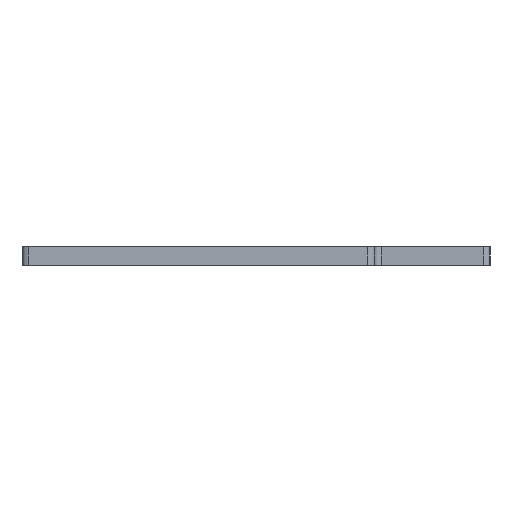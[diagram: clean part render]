
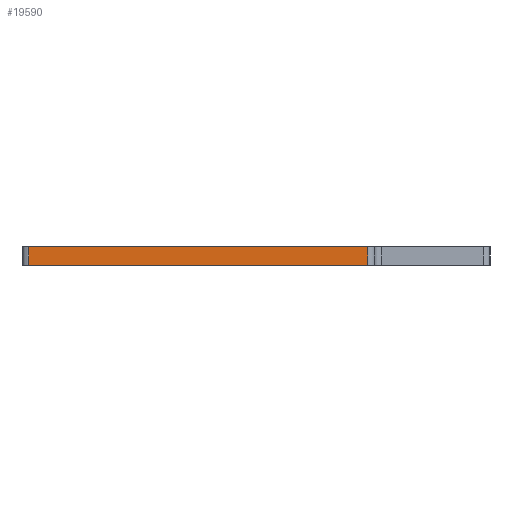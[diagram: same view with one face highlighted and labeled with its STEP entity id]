
A CAD part, left-side view. The second image highlights one B-rep face of the part: STEP entity #19590.
In plain terms, the highlighted planar face has unit normal (-1, 0, 0).
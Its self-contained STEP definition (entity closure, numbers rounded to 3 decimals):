
#1877=CARTESIAN_POINT('',(-114.3,-18.233,11.));
#1878=VERTEX_POINT('',#1877);
#1886=CARTESIAN_POINT('',(-114.3,36.975,11.));
#1887=VERTEX_POINT('',#1886);
#1888=CARTESIAN_POINT('',(-114.3,-18.233,11.));
#1889=DIRECTION('',(0.,1.,0.));
#1890=VECTOR('',#1889,55.208);
#1891=LINE('',#1888,#1890);
#1892=EDGE_CURVE('',#1878,#1887,#1891,.T.);
#5302=CARTESIAN_POINT('',(-114.3,36.975,14.));
#5303=VERTEX_POINT('',#5302);
#5311=CARTESIAN_POINT('',(-114.3,-18.233,14.));
#5312=VERTEX_POINT('',#5311);
#5313=CARTESIAN_POINT('',(-114.3,-18.233,14.));
#5314=DIRECTION('',(0.,1.,0.));
#5315=VECTOR('',#5314,55.208);
#5316=LINE('',#5313,#5315);
#5317=EDGE_CURVE('',#5312,#5303,#5316,.T.);
#19569=CARTESIAN_POINT('',(-114.3,9.371,14.));
#19570=DIRECTION('',(-1.,0.,0.));
#19571=DIRECTION('',(0.,0.,1.));
#19572=AXIS2_PLACEMENT_3D('',#19569,#19570,#19571);
#19573=PLANE('',#19572);
#19574=ORIENTED_EDGE('',*,*,#5317,.T.);
#19575=CARTESIAN_POINT('',(-114.3,36.975,14.));
#19576=DIRECTION('',(-0.,0.,-1.));
#19577=VECTOR('',#19576,3.);
#19578=LINE('',#19575,#19577);
#19579=EDGE_CURVE('',#5303,#1887,#19578,.T.);
#19580=ORIENTED_EDGE('',*,*,#19579,.T.);
#19581=ORIENTED_EDGE('',*,*,#1892,.F.);
#19582=CARTESIAN_POINT('',(-114.3,-18.233,11.));
#19583=DIRECTION('',(0.,-0.,1.));
#19584=VECTOR('',#19583,3.);
#19585=LINE('',#19582,#19584);
#19586=EDGE_CURVE('',#1878,#5312,#19585,.T.);
#19587=ORIENTED_EDGE('',*,*,#19586,.T.);
#19588=EDGE_LOOP('',(#19574,#19580,#19581,#19587));
#19589=FACE_BOUND('',#19588,.T.);
#19590=ADVANCED_FACE('',(#19589),#19573,.T.);
